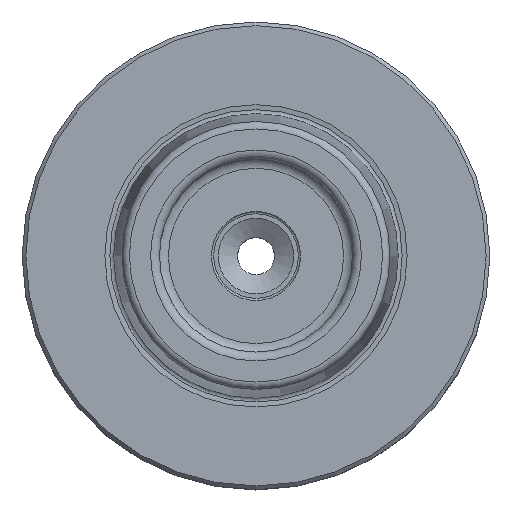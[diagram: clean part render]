
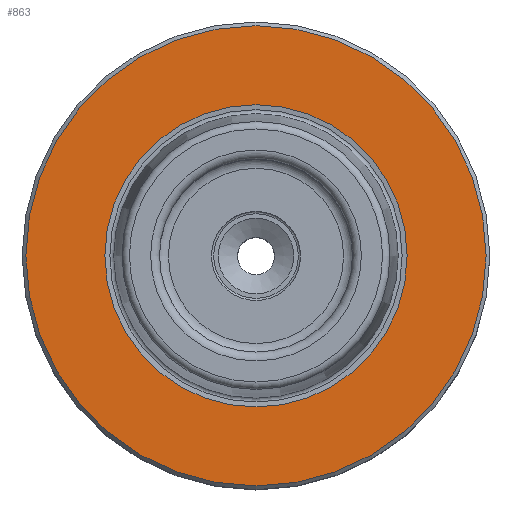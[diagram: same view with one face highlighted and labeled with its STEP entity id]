
A CAD part, top view. The second image highlights one B-rep face of the part: STEP entity #863.
In plain terms, the highlighted planar face has unit normal (0, 0, 1).
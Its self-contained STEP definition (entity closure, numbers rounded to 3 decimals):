
#27=PLANE('',#1019);
#203=ORIENTED_EDGE('',*,*,#297,.F.);
#204=ORIENTED_EDGE('',*,*,#298,.T.);
#297=EDGE_CURVE('',#375,#375,#453,.T.);
#298=EDGE_CURVE('',#376,#376,#454,.T.);
#375=VERTEX_POINT('',#1554);
#376=VERTEX_POINT('',#1557);
#453=CIRCLE('',#1018,20.358);
#454=CIRCLE('',#1020,31.);
#593=EDGE_LOOP('',(#203));
#594=EDGE_LOOP('',(#204));
#749=FACE_BOUND('',#593,.T.);
#750=FACE_BOUND('',#594,.T.);
#863=ADVANCED_FACE('',(#749,#750),#27,.F.);
#1018=AXIS2_PLACEMENT_3D('',#1553,#1303,#1304);
#1019=AXIS2_PLACEMENT_3D('',#1555,#1305,#1306);
#1020=AXIS2_PLACEMENT_3D('',#1556,#1307,#1308);
#1303=DIRECTION('',(0.,0.,1.));
#1304=DIRECTION('',(1.,0.,0.));
#1305=DIRECTION('',(0.,0.,-1.));
#1306=DIRECTION('',(-1.,0.,0.));
#1307=DIRECTION('',(0.,0.,1.));
#1308=DIRECTION('',(1.,0.,0.));
#1553=CARTESIAN_POINT('',(0.,0.,0.));
#1554=CARTESIAN_POINT('',(20.358,0.,0.));
#1555=CARTESIAN_POINT('',(20.358,0.,0.));
#1556=CARTESIAN_POINT('',(0.,0.,0.));
#1557=CARTESIAN_POINT('',(31.,0.,0.));
